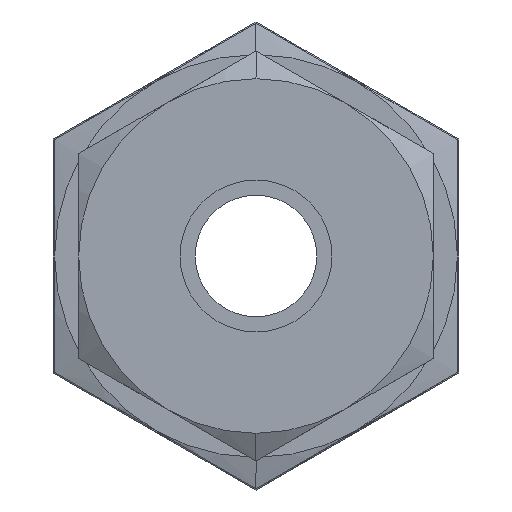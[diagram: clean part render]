
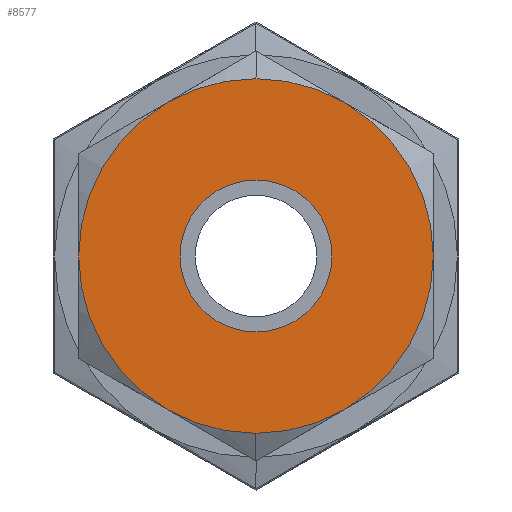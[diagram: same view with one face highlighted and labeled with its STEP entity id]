
A CAD part, left-side view. The second image highlights one B-rep face of the part: STEP entity #8577.
In plain terms, the highlighted planar face has unit normal (-1, 0, 0).
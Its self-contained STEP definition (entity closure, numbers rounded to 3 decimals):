
#513 = AXIS2_PLACEMENT_3D ( 'NONE', #6285, #9612, #791 ) ;
#534 = CIRCLE ( 'NONE', #5486, 3. ) ;
#698 = EDGE_CURVE ( 'NONE', #11922, #4302, #6506, .T. ) ;
#791 = DIRECTION ( 'NONE',  ( 0., 0., -1. ) ) ;
#873 = CARTESIAN_POINT ( 'NONE',  ( 0., 0., 0. ) ) ;
#1612 = CARTESIAN_POINT ( 'NONE',  ( 0., 0., 3. ) ) ;
#1707 = AXIS2_PLACEMENT_3D ( 'NONE', #11166, #7907, #6703 ) ;
#2556 = ORIENTED_EDGE ( 'NONE', *, *, #4836, .T. ) ;
#3429 = EDGE_LOOP ( 'NONE', ( #5840, #5516 ) ) ;
#3597 = FACE_OUTER_BOUND ( 'NONE', #3429, .T. ) ;
#4054 = CARTESIAN_POINT ( 'NONE',  ( 0., 0., 0. ) ) ;
#4065 = VERTEX_POINT ( 'NONE', #1612 ) ;
#4302 = VERTEX_POINT ( 'NONE', #9520 ) ;
#4488 = AXIS2_PLACEMENT_3D ( 'NONE', #4054, #6105, #10417 ) ;
#4836 = EDGE_CURVE ( 'NONE', #7545, #4065, #534, .T. ) ;
#5486 = AXIS2_PLACEMENT_3D ( 'NONE', #873, #6098, #10410 ) ;
#5516 = ORIENTED_EDGE ( 'NONE', *, *, #6038, .F. ) ;
#5840 = ORIENTED_EDGE ( 'NONE', *, *, #698, .F. ) ;
#6038 = EDGE_CURVE ( 'NONE', #4302, #11922, #6142, .T. ) ;
#6098 = DIRECTION ( 'NONE',  ( 1., 0., 0. ) ) ;
#6105 = DIRECTION ( 'NONE',  ( 1., 0., 0. ) ) ;
#6142 = CIRCLE ( 'NONE', #513, 7. ) ;
#6285 = CARTESIAN_POINT ( 'NONE',  ( 0., 0., 0. ) ) ;
#6506 = CIRCLE ( 'NONE', #4488, 7. ) ;
#6671 = EDGE_LOOP ( 'NONE', ( #2556, #11156 ) ) ;
#6703 = DIRECTION ( 'NONE',  ( 0., 0., 1. ) ) ;
#7066 = DIRECTION ( 'NONE',  ( 0., 0., 1. ) ) ;
#7208 = DIRECTION ( 'NONE',  ( 1., 0., 0. ) ) ;
#7442 = EDGE_CURVE ( 'NONE', #4065, #7545, #9859, .T. ) ;
#7545 = VERTEX_POINT ( 'NONE', #7904 ) ;
#7595 = AXIS2_PLACEMENT_3D ( 'NONE', #10255, #7208, #7066 ) ;
#7767 = PLANE ( 'NONE',  #1707 ) ;
#7904 = CARTESIAN_POINT ( 'NONE',  ( 0., 0., -3. ) ) ;
#7907 = DIRECTION ( 'NONE',  ( -1., 0., 0. ) ) ;
#8317 = CARTESIAN_POINT ( 'NONE',  ( 0., 0., 7. ) ) ;
#8577 = ADVANCED_FACE ( 'NONE', ( #13350, #3597 ), #7767, .T. ) ;
#9520 = CARTESIAN_POINT ( 'NONE',  ( 0., 0., -7. ) ) ;
#9612 = DIRECTION ( 'NONE',  ( 1., 0., 0. ) ) ;
#9859 = CIRCLE ( 'NONE', #7595, 3. ) ;
#10255 = CARTESIAN_POINT ( 'NONE',  ( 0., 0., 0. ) ) ;
#10410 = DIRECTION ( 'NONE',  ( 0., 0., -1. ) ) ;
#10417 = DIRECTION ( 'NONE',  ( 0., 0., 1. ) ) ;
#11156 = ORIENTED_EDGE ( 'NONE', *, *, #7442, .T. ) ;
#11166 = CARTESIAN_POINT ( 'NONE',  ( 0., 0., 3.5 ) ) ;
#11922 = VERTEX_POINT ( 'NONE', #8317 ) ;
#13350 = FACE_BOUND ( 'NONE', #6671, .T. ) ;
